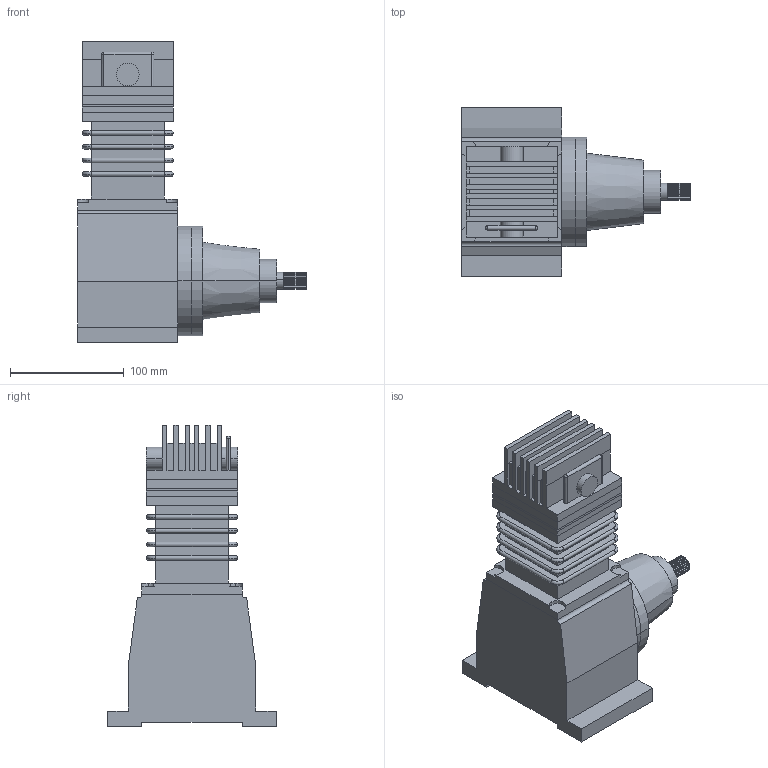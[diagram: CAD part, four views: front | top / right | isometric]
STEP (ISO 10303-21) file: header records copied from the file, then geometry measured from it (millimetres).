
FILE_DESCRIPTION(('STEP AP214'),'1');
FILE_NAME('AirCompressor_Filtered_56.stp','2017-10-29T00:05:09',(' '),(' '),'Spatial InterOp 3D',' ',' ');
FILE_SCHEMA(('AUTOMOTIVE_DESIGN { 1 0 10303 214 1 1 1 1 }'));
Length unit declared in the file: millimetre
Products named in the file (1): AirCompressor|Vilbrequin.1#Vilbrequin;PartBody
Bounding box: 201 x 148 x 265.38 mm (x, y, z)
Volume: 1670153.9 mm3; surface area: 300268.1 mm2
Topology: 8 solids, 8 shells, 343 faces, 908 edges, 600 vertices
Faces by surface type: plane 207, cylinder 98, torus 32, sphere 4, cone 2
Entity records: 13548 total; most frequent: DIRECTION 1932, CARTESIAN_POINT 1855, ORIENTED_EDGE 1808, EDGE_CURVE 904, AXIS2_PLACEMENT_3D 677, VERTEX_POINT 600, LINE 578, VECTOR 578
